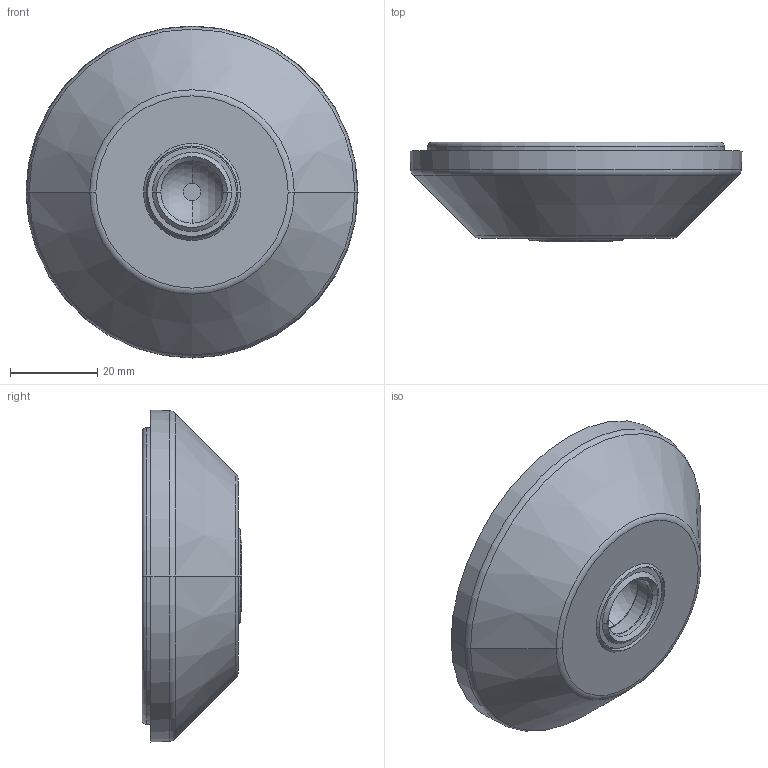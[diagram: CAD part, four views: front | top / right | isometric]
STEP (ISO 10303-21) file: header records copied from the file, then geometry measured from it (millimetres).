
FILE_DESCRIPTION (( 'STEP AP214' ), '1' );
FILE_NAME ('098di080zsg.STEP', '2014-08-11T13:50:09', ( '' ), ( '' ), 'SwSTEP 2.0', 'SolidWorks 2014', '' );
FILE_SCHEMA (( 'AUTOMOTIVE_DESIGN' ));
Length unit declared in the file: millimetre
Products named in the file (5): 098di080zs_Standard; 098xd2_Standard; 098di080zr_098 di 080 zr; 098dg080bs01_Standard; 098di080zsg
Assembly tree (4 placements, depth 3):
  098di080zsg
    098dg080bs01_Standard
    098di080zs_Standard
      098di080zr_098 di 080 zr
      098xd2_Standard
Bounding box: 76 x 22.8 x 76 mm (x, y, z)
Volume: 52007.3 mm3; surface area: 31296.2 mm2
Topology: 3 solids, 3 shells, 1206 faces, 2813 edges, 1558 vertices
Faces by surface type: bspline 536, torus 211, cone 130, cylinder 130, plane 105, sphere 94
Entity records: 43588 total; most frequent: CARTESIAN_POINT 20017, ORIENTED_EDGE 5450, DIRECTION 4320, EDGE_CURVE 2725, AXIS2_PLACEMENT_3D 2019, VERTEX_POINT 1534, CIRCLE 1341, EDGE_LOOP 1227
